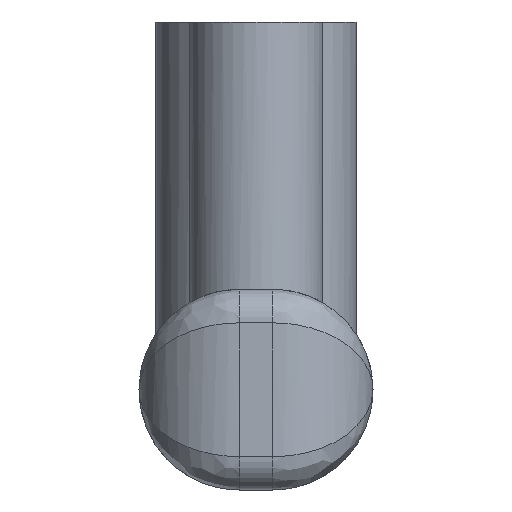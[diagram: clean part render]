
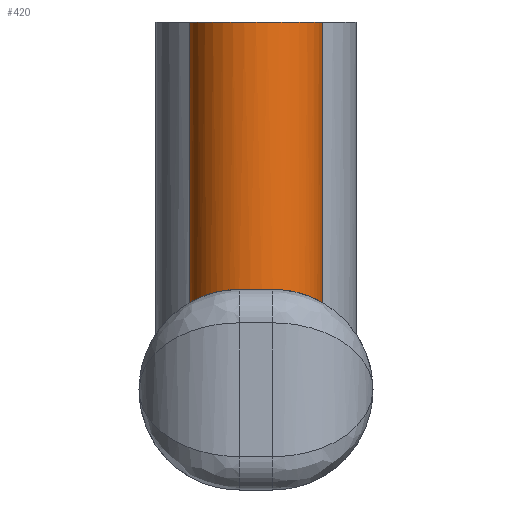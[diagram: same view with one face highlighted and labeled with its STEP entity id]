
A CAD part, left-side view. The second image highlights one B-rep face of the part: STEP entity #420.
In plain terms, the highlighted cylindrical face has radius 2 mm (diameter 4 mm), a full revolution.
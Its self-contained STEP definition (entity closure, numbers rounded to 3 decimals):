
#24=B_SPLINE_CURVE_WITH_KNOTS('',3,(#773,#774,#775,#776,#777,#778,#779,
#780,#781,#782,#783,#784,#785,#786,#787,#788,#789,#790,#791),
 .UNSPECIFIED.,.F.,.F.,(4,2,2,2,3,2,2,2,4),(1.022,1.048,
1.123,1.201,1.279,1.355,1.432,
1.509,1.536),.UNSPECIFIED.);
#27=B_SPLINE_CURVE_WITH_KNOTS('',3,(#1010,#1011,#1012,#1013,#1014,#1015,
#1016,#1017,#1018,#1019,#1020,#1021,#1022,#1023,#1024,#1025,#1026,#1027,
#1028),.UNSPECIFIED.,.F.,.F.,(4,2,2,2,3,2,2,2,4),(1.022,1.048,
1.123,1.201,1.279,1.356,1.434,
1.509,1.536),.UNSPECIFIED.);
#50=LINE('',#1049,#73);
#73=VECTOR('',#617,2.);
#85=CYLINDRICAL_SURFACE('',#486,2.);
#113=FACE_OUTER_BOUND('',#142,.T.);
#142=EDGE_LOOP('',(#376,#377,#378,#379,#380,#381,#382,#383));
#164=CIRCLE('',#455,2.);
#171=CIRCLE('',#477,2.);
#172=CIRCLE('',#478,2.);
#175=CIRCLE('',#487,2.);
#186=VERTEX_POINT('',#770);
#187=VERTEX_POINT('',#772);
#193=VERTEX_POINT('',#828);
#204=VERTEX_POINT('',#1008);
#205=VERTEX_POINT('',#1034);
#207=VERTEX_POINT('',#1047);
#225=EDGE_CURVE('',#187,#186,#24,.T.);
#235=EDGE_CURVE('',#193,#186,#164,.T.);
#257=EDGE_CURVE('',#193,#204,#27,.T.);
#260=EDGE_CURVE('',#187,#205,#171,.T.);
#261=EDGE_CURVE('',#205,#204,#172,.T.);
#265=EDGE_CURVE('',#207,#207,#175,.T.);
#266=EDGE_CURVE('',#207,#205,#50,.T.);
#376=ORIENTED_EDGE('',*,*,#265,.F.);
#377=ORIENTED_EDGE('',*,*,#266,.T.);
#378=ORIENTED_EDGE('',*,*,#260,.F.);
#379=ORIENTED_EDGE('',*,*,#225,.T.);
#380=ORIENTED_EDGE('',*,*,#235,.F.);
#381=ORIENTED_EDGE('',*,*,#257,.T.);
#382=ORIENTED_EDGE('',*,*,#261,.F.);
#383=ORIENTED_EDGE('',*,*,#266,.F.);
#420=ADVANCED_FACE('',(#113),#85,.T.);
#455=AXIS2_PLACEMENT_3D('',#830,#540,#541);
#477=AXIS2_PLACEMENT_3D('',#1035,#594,#595);
#478=AXIS2_PLACEMENT_3D('',#1036,#596,#597);
#486=AXIS2_PLACEMENT_3D('',#1046,#613,#614);
#487=AXIS2_PLACEMENT_3D('',#1048,#615,#616);
#540=DIRECTION('center_axis',(0.,0.,-1.));
#541=DIRECTION('ref_axis',(-1.,0.,0.));
#594=DIRECTION('center_axis',(0.,0.,-1.));
#595=DIRECTION('ref_axis',(-1.,0.,0.));
#596=DIRECTION('center_axis',(0.,0.,-1.));
#597=DIRECTION('ref_axis',(-1.,0.,0.));
#613=DIRECTION('center_axis',(0.,0.,1.));
#614=DIRECTION('ref_axis',(-1.,0.,0.));
#615=DIRECTION('center_axis',(0.,0.,1.));
#616=DIRECTION('ref_axis',(-1.,0.,0.));
#617=DIRECTION('',(0.,0.,-1.));
#770=CARTESIAN_POINT('',(2.064,4.,6.));
#772=CARTESIAN_POINT('',(5.936,4.,6.));
#773=CARTESIAN_POINT('Ctrl Pts',(5.936,4.,6.));
#774=CARTESIAN_POINT('Ctrl Pts',(5.914,4.088,6.));
#775=CARTESIAN_POINT('Ctrl Pts',(5.885,4.175,5.996));
#776=CARTESIAN_POINT('Ctrl Pts',(5.75,4.504,5.968));
#777=CARTESIAN_POINT('Ctrl Pts',(5.599,4.727,5.916));
#778=CARTESIAN_POINT('Ctrl Pts',(5.249,5.082,5.804));
#779=CARTESIAN_POINT('Ctrl Pts',(5.025,5.238,5.735));
#780=CARTESIAN_POINT('Ctrl Pts',(4.531,5.447,5.631));
#781=CARTESIAN_POINT('Ctrl Pts',(4.259,5.5,5.598));
#782=CARTESIAN_POINT('Ctrl Pts',(4.,5.5,5.598));
#783=CARTESIAN_POINT('Ctrl Pts',(3.744,5.5,5.598));
#784=CARTESIAN_POINT('Ctrl Pts',(3.475,5.448,5.63));
#785=CARTESIAN_POINT('Ctrl Pts',(2.985,5.243,5.733));
#786=CARTESIAN_POINT('Ctrl Pts',(2.762,5.091,5.801));
#787=CARTESIAN_POINT('Ctrl Pts',(2.41,4.738,5.914));
#788=CARTESIAN_POINT('Ctrl Pts',(2.256,4.514,5.966));
#789=CARTESIAN_POINT('Ctrl Pts',(2.117,4.181,5.996));
#790=CARTESIAN_POINT('Ctrl Pts',(2.087,4.091,6.));
#791=CARTESIAN_POINT('Ctrl Pts',(2.064,4.,6.));
#828=CARTESIAN_POINT('',(2.064,3.,6.));
#830=CARTESIAN_POINT('Origin',(4.,3.5,6.));
#1008=CARTESIAN_POINT('',(5.936,3.,6.));
#1010=CARTESIAN_POINT('Ctrl Pts',(2.064,3.,6.));
#1011=CARTESIAN_POINT('Ctrl Pts',(2.086,2.912,6.));
#1012=CARTESIAN_POINT('Ctrl Pts',(2.115,2.825,5.996));
#1013=CARTESIAN_POINT('Ctrl Pts',(2.25,2.496,5.968));
#1014=CARTESIAN_POINT('Ctrl Pts',(2.401,2.273,5.916));
#1015=CARTESIAN_POINT('Ctrl Pts',(2.751,1.918,5.804));
#1016=CARTESIAN_POINT('Ctrl Pts',(2.975,1.762,5.735));
#1017=CARTESIAN_POINT('Ctrl Pts',(3.469,1.553,5.631));
#1018=CARTESIAN_POINT('Ctrl Pts',(3.741,1.5,5.598));
#1019=CARTESIAN_POINT('Ctrl Pts',(4.,1.5,5.598));
#1020=CARTESIAN_POINT('Ctrl Pts',(4.259,1.5,5.598));
#1021=CARTESIAN_POINT('Ctrl Pts',(4.531,1.553,5.631));
#1022=CARTESIAN_POINT('Ctrl Pts',(5.025,1.762,5.735));
#1023=CARTESIAN_POINT('Ctrl Pts',(5.249,1.918,5.804));
#1024=CARTESIAN_POINT('Ctrl Pts',(5.599,2.273,5.916));
#1025=CARTESIAN_POINT('Ctrl Pts',(5.75,2.496,5.968));
#1026=CARTESIAN_POINT('Ctrl Pts',(5.885,2.825,5.996));
#1027=CARTESIAN_POINT('Ctrl Pts',(5.914,2.912,6.));
#1028=CARTESIAN_POINT('Ctrl Pts',(5.936,3.,6.));
#1034=CARTESIAN_POINT('',(6.,3.5,6.));
#1035=CARTESIAN_POINT('Origin',(4.,3.5,6.));
#1036=CARTESIAN_POINT('Origin',(4.,3.5,6.));
#1046=CARTESIAN_POINT('Origin',(4.,3.5,6.));
#1047=CARTESIAN_POINT('',(6.,3.5,14.));
#1048=CARTESIAN_POINT('Origin',(4.,3.5,14.));
#1049=CARTESIAN_POINT('',(6.,3.5,6.));
